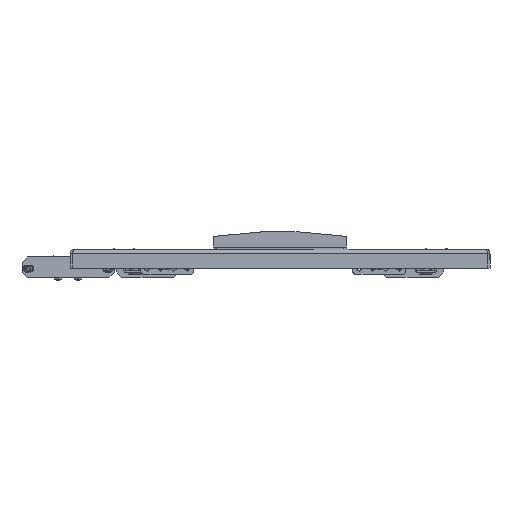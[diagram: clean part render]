
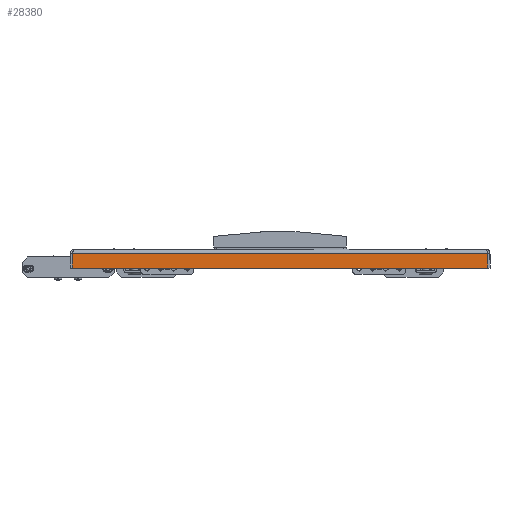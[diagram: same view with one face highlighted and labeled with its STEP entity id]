
A CAD part, left-side view. The second image highlights one B-rep face of the part: STEP entity #28380.
In plain terms, the highlighted planar face has unit normal (-1, 0, 0).
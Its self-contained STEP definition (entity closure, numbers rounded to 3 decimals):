
#169 = DIRECTION ( 'NONE',  ( 0., 0., -1. ) ) ;
#493 = DIRECTION ( 'NONE',  ( 0., 0., -1. ) ) ;
#4161 = EDGE_CURVE ( 'NONE', #21339, #5338, #9802, .T. ) ;
#4426 = PLANE ( 'NONE',  #23342 ) ;
#5338 = VERTEX_POINT ( 'NONE', #23794 ) ;
#6020 = DIRECTION ( 'NONE',  ( 0., -1., 0. ) ) ;
#6825 = DIRECTION ( 'NONE',  ( 0., -1., 0. ) ) ;
#7217 = DIRECTION ( 'NONE',  ( 0., 0., -1. ) ) ;
#7892 = VECTOR ( 'NONE', #6020, 1000. ) ;
#8678 = ORIENTED_EDGE ( 'NONE', *, *, #16300, .F. ) ;
#9523 = DIRECTION ( 'NONE',  ( 1., 0., 0. ) ) ;
#9548 = LINE ( 'NONE', #10461, #25827 ) ;
#9802 = LINE ( 'NONE', #24454, #29234 ) ;
#10461 = CARTESIAN_POINT ( 'NONE',  ( -197.5, -195.929, -2. ) ) ;
#12579 = ORIENTED_EDGE ( 'NONE', *, *, #4161, .T. ) ;
#12627 = CARTESIAN_POINT ( 'NONE',  ( -197.5, -195.929, -2. ) ) ;
#14735 = CARTESIAN_POINT ( 'NONE',  ( -197.5, 198., 0. ) ) ;
#15049 = ORIENTED_EDGE ( 'NONE', *, *, #17352, .T. ) ;
#15966 = VERTEX_POINT ( 'NONE', #12627 ) ;
#16300 = EDGE_CURVE ( 'NONE', #15966, #5338, #9548, .T. ) ;
#17352 = EDGE_CURVE ( 'NONE', #31979, #21339, #27329, .T. ) ;
#20878 = CARTESIAN_POINT ( 'NONE',  ( -197.5, -198., -2. ) ) ;
#21339 = VERTEX_POINT ( 'NONE', #26334 ) ;
#22177 = ORIENTED_EDGE ( 'NONE', *, *, #24021, .F. ) ;
#22607 = FACE_OUTER_BOUND ( 'NONE', #27527, .T. ) ;
#23342 = AXIS2_PLACEMENT_3D ( 'NONE', #14735, #9523, #7217 ) ;
#23794 = CARTESIAN_POINT ( 'NONE',  ( -197.5, -195.929, -16. ) ) ;
#24021 = EDGE_CURVE ( 'NONE', #31979, #15966, #32443, .T. ) ;
#24454 = CARTESIAN_POINT ( 'NONE',  ( -197.5, 198., -16. ) ) ;
#25827 = VECTOR ( 'NONE', #493, 1000. ) ;
#26334 = CARTESIAN_POINT ( 'NONE',  ( -197.5, 195.929, -16. ) ) ;
#27329 = LINE ( 'NONE', #28328, #28551 ) ;
#27527 = EDGE_LOOP ( 'NONE', ( #12579, #8678, #22177, #15049 ) ) ;
#28328 = CARTESIAN_POINT ( 'NONE',  ( -197.5, 195.929, -2. ) ) ;
#28380 = ADVANCED_FACE ( 'NONE', ( #22607 ), #4426, .F. ) ;
#28551 = VECTOR ( 'NONE', #169, 1000. ) ;
#29234 = VECTOR ( 'NONE', #6825, 1000. ) ;
#31979 = VERTEX_POINT ( 'NONE', #32276 ) ;
#32276 = CARTESIAN_POINT ( 'NONE',  ( -197.5, 195.929, -2. ) ) ;
#32443 = LINE ( 'NONE', #20878, #7892 ) ;
